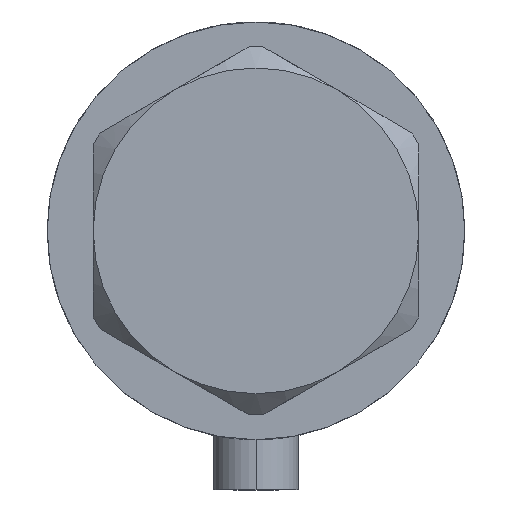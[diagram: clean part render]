
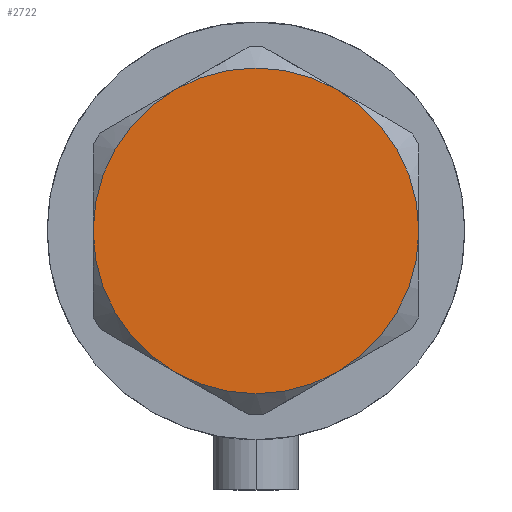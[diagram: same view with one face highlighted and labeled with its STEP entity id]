
A CAD part, left-side view. The second image highlights one B-rep face of the part: STEP entity #2722.
In plain terms, the highlighted face is planar.
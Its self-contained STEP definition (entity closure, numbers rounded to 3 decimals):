
#56 = VERTEX_POINT ( 'NONE', #2656 ) ;
#165 = CIRCLE ( 'NONE', #1632, 23. ) ;
#183 = DIRECTION ( 'NONE',  ( 0., 0., 1. ) ) ;
#529 = DIRECTION ( 'NONE',  ( 0., 0., 1. ) ) ;
#606 = AXIS2_PLACEMENT_3D ( 'NONE', #1564, #3883, #2568 ) ;
#608 = CARTESIAN_POINT ( 'NONE',  ( 0., 0., 13. ) ) ;
#726 = CARTESIAN_POINT ( 'NONE',  ( 0., 0., 13. ) ) ;
#848 = CIRCLE ( 'NONE', #1124, 23. ) ;
#881 = CARTESIAN_POINT ( 'NONE',  ( 0., 0., 13. ) ) ;
#1049 = AXIS2_PLACEMENT_3D ( 'NONE', #881, #529, #1585 ) ;
#1059 = CARTESIAN_POINT ( 'NONE',  ( -11.5, 19.919, 13. ) ) ;
#1124 = AXIS2_PLACEMENT_3D ( 'NONE', #3220, #3530, #2724 ) ;
#1140 = EDGE_CURVE ( 'NONE', #56, #3952, #2478, .T. ) ;
#1144 = CARTESIAN_POINT ( 'NONE',  ( 0., 0., 13. ) ) ;
#1209 = EDGE_LOOP ( 'NONE', ( #2685, #1399, #1668, #2825, #2917, #2001 ) ) ;
#1268 = CARTESIAN_POINT ( 'NONE',  ( 0., 0., 13. ) ) ;
#1316 = CARTESIAN_POINT ( 'NONE',  ( 11.5, -19.919, 13. ) ) ;
#1376 = DIRECTION ( 'NONE',  ( 0., 0., 1. ) ) ;
#1399 = ORIENTED_EDGE ( 'NONE', *, *, #3829, .T. ) ;
#1525 = VERTEX_POINT ( 'NONE', #4158 ) ;
#1544 = DIRECTION ( 'NONE',  ( 0., 0., 1. ) ) ;
#1564 = CARTESIAN_POINT ( 'NONE',  ( 0., 0., 13. ) ) ;
#1573 = AXIS2_PLACEMENT_3D ( 'NONE', #608, #1376, #2390 ) ;
#1585 = DIRECTION ( 'NONE',  ( 1., 0., 0. ) ) ;
#1632 = AXIS2_PLACEMENT_3D ( 'NONE', #1268, #1544, #2905 ) ;
#1637 = AXIS2_PLACEMENT_3D ( 'NONE', #1144, #183, #3599 ) ;
#1668 = ORIENTED_EDGE ( 'NONE', *, *, #1140, .T. ) ;
#1695 = EDGE_CURVE ( 'NONE', #1525, #1765, #2553, .T. ) ;
#1731 = DIRECTION ( 'NONE',  ( 0., 0., 1. ) ) ;
#1765 = VERTEX_POINT ( 'NONE', #1992 ) ;
#1834 = VERTEX_POINT ( 'NONE', #1316 ) ;
#1992 = CARTESIAN_POINT ( 'NONE',  ( -11.5, -19.919, 13. ) ) ;
#2001 = ORIENTED_EDGE ( 'NONE', *, *, #3435, .T. ) ;
#2057 = CIRCLE ( 'NONE', #1573, 23. ) ;
#2345 = EDGE_CURVE ( 'NONE', #3952, #1525, #165, .T. ) ;
#2390 = DIRECTION ( 'NONE',  ( 1., 0., 0. ) ) ;
#2478 = CIRCLE ( 'NONE', #2620, 23. ) ;
#2553 = CIRCLE ( 'NONE', #606, 23. ) ;
#2568 = DIRECTION ( 'NONE',  ( 1., 0., 0. ) ) ;
#2570 = FACE_OUTER_BOUND ( 'NONE', #1209, .T. ) ;
#2620 = AXIS2_PLACEMENT_3D ( 'NONE', #726, #1731, #4462 ) ;
#2656 = CARTESIAN_POINT ( 'NONE',  ( 11.5, 19.919, 13. ) ) ;
#2685 = ORIENTED_EDGE ( 'NONE', *, *, #2750, .T. ) ;
#2722 = ADVANCED_FACE ( 'NONE', ( #2570 ), #2900, .T. ) ;
#2724 = DIRECTION ( 'NONE',  ( 1., 0., 0. ) ) ;
#2750 = EDGE_CURVE ( 'NONE', #1834, #2770, #3343, .T. ) ;
#2770 = VERTEX_POINT ( 'NONE', #2943 ) ;
#2825 = ORIENTED_EDGE ( 'NONE', *, *, #2345, .T. ) ;
#2900 = PLANE ( 'NONE',  #1049 ) ;
#2905 = DIRECTION ( 'NONE',  ( 1., 0., 0. ) ) ;
#2917 = ORIENTED_EDGE ( 'NONE', *, *, #1695, .T. ) ;
#2943 = CARTESIAN_POINT ( 'NONE',  ( 23., 0., 13. ) ) ;
#3220 = CARTESIAN_POINT ( 'NONE',  ( 0., 0., 13. ) ) ;
#3343 = CIRCLE ( 'NONE', #1637, 23. ) ;
#3435 = EDGE_CURVE ( 'NONE', #1765, #1834, #848, .T. ) ;
#3530 = DIRECTION ( 'NONE',  ( 0., 0., 1. ) ) ;
#3599 = DIRECTION ( 'NONE',  ( 1., 0., 0. ) ) ;
#3829 = EDGE_CURVE ( 'NONE', #2770, #56, #2057, .T. ) ;
#3883 = DIRECTION ( 'NONE',  ( 0., 0., 1. ) ) ;
#3952 = VERTEX_POINT ( 'NONE', #1059 ) ;
#4158 = CARTESIAN_POINT ( 'NONE',  ( -23., 0., 13. ) ) ;
#4462 = DIRECTION ( 'NONE',  ( 1., 0., 0. ) ) ;
